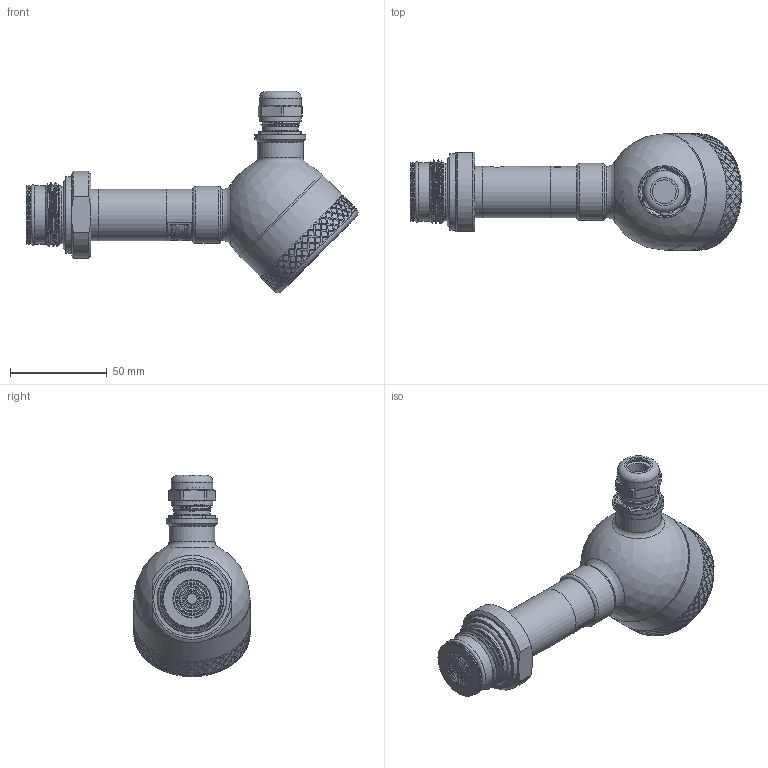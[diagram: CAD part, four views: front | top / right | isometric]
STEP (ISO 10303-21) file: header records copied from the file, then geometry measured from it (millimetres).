
FILE_DESCRIPTION(/* description */ (''),/* implementation_level */ '2;1');
FILE_NAME(/* name */ 'APZ3420mFH_G1DIN-solidflush_1.step',/* time_stamp */ '2021-07-07T16:20:03+03:00',/* author */ (''),/* organization */ (''),/* preprocessor_version */ 'ST-DEVELOPER v18.1',/* originating_system */ 'Autodesk Translation Framework v10.9.0.1377',/* authorisation */ '');
FILE_SCHEMA (('AUTOMOTIVE_DESIGN { 1 0 10303 214 3 1 1 }'));
Length unit declared in the file: millimetre
Products named in the file (13): АПЗ420М-полевойкорпус-
заполненный; Заполненный полевой 
корпус v13; M20x1,5 steel cable gland v5; Cuerpo GAE.2000.0 Prensaestopas GADI M20x1.5 IP68 Laton; Junta GAE.2000.0 Prensaestopas GADI M20x1.5 IP68 Laton; Tuerca GAE.2000.0 Prensaestopas GADI M20x1.5 IP68 Laton; Brida GAE.2000.0 Prensaestopas GADI M20x1.5 IP68 Laton; Goma GAE.2000.0 Prensaestopas GADI M20x1.5 IP68 Laton; Main body; Cover without display; Adapter M20x1,5; shell; G1 flush diaphragm (1)
Assembly tree (12 placements, depth 4):
  АПЗ420М-полевойкорпус-
заполненный
    Заполненный полевой 
корпус v13
      M20x1,5 steel cable gland v5
        Cuerpo GAE.2000.0 Prensaestopas GADI M20x1.5 IP68 Laton
        Junta GAE.2000.0 Prensaestopas GADI M20x1.5 IP68 Laton
        Tuerca GAE.2000.0 Prensaestopas GADI M20x1.5 IP68 Laton
        Brida GAE.2000.0 Prensaestopas GADI M20x1.5 IP68 Laton
        Goma GAE.2000.0 Prensaestopas GADI M20x1.5 IP68 Laton
      Main body
      Cover without display
      Adapter M20x1,5
    shell
    G1 flush diaphragm (1)
Bounding box: 171.42 x 60.1 x 103.92 mm (x, y, z)
Volume: 272257.6 mm3; surface area: 51944.5 mm2
Topology: 12 solids, 12 shells, 1650 faces, 4062 edges, 2686 vertices
Faces by surface type: bspline 974, cylinder 311, plane 265, cone 54, torus 45, sphere 1
Full cylindrical faces by diameter (mm): 2 x2, 4 x1, 12.3 x2, 13 x1, 15 x4, 16 x1, 16.2 x1, 17 x1, 17.15 x1, 18 x4, 18.526 x5, 18.75 x7, 19 x1, 20 x2, 20.203 x5, 20.3 x5, 20.8 x1, 21.6 x1, 21.7 x2, 21.767 x1, 22.4 x1, 23.6 x1, 24.5 x4, 26.5 x4, 27.1 x1, 29.4 x1, 29.5 x1, 29.6 x1, 30.05 x3, 30.291 x1
Entity records: 70421 total; most frequent: CARTESIAN_POINT 39258, ORIENTED_EDGE 8122, EDGE_CURVE 4061, DIRECTION 3074, B_SPLINE_CURVE_WITH_KNOTS 2818, VERTEX_POINT 2686, EDGE_LOOP 1917, FACE_OUTER_BOUND 1650
